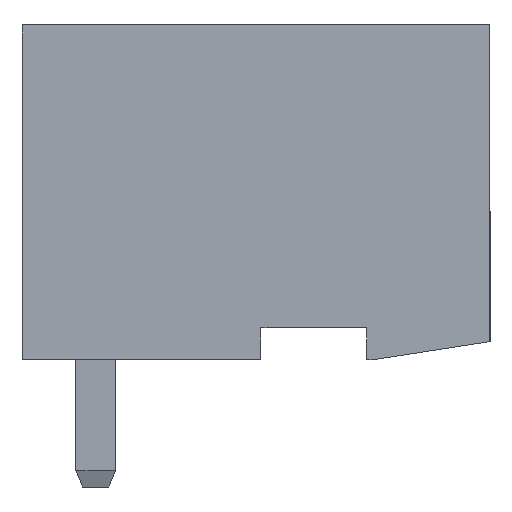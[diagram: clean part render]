
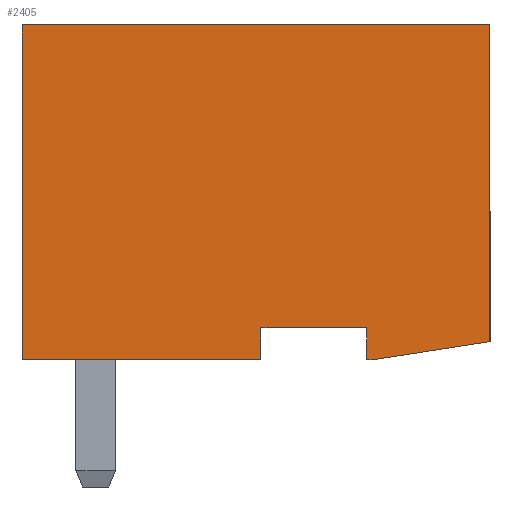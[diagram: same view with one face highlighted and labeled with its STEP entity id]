
A CAD part, left-side view. The second image highlights one B-rep face of the part: STEP entity #2405.
In plain terms, the highlighted planar face has unit normal (-1, 0, 0).
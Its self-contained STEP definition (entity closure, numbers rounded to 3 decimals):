
#2392=AXIS2_PLACEMENT_3D('Plane Axis2P3D',#2389,#2390,#2391) ;
#49=CARTESIAN_POINT('Vertex',(0.,5.75,4.)) ;
#52=CARTESIAN_POINT('Line Origine',(0.,5.75,3.6)) ;
#56=CARTESIAN_POINT('Vertex',(0.,5.75,3.2)) ;
#103=CARTESIAN_POINT('Vertex',(0.,3.1,4.)) ;
#106=CARTESIAN_POINT('Line Origine',(0.,4.425,4.)) ;
#502=CARTESIAN_POINT('Vertex',(0.,3.1,3.2)) ;
#505=CARTESIAN_POINT('Line Origine',(0.,3.1,3.6)) ;
#617=CARTESIAN_POINT('Vertex',(0.,2.9,3.2)) ;
#620=CARTESIAN_POINT('Line Origine',(0.,3.,3.2)) ;
#648=CARTESIAN_POINT('Vertex',(0.,0.,3.65)) ;
#651=CARTESIAN_POINT('Line Origine',(0.,1.45,3.425)) ;
#679=CARTESIAN_POINT('Vertex',(0.,0.,11.6)) ;
#682=CARTESIAN_POINT('Line Origine',(0.,0.,7.625)) ;
#1918=CARTESIAN_POINT('Vertex',(0.,11.75,11.6)) ;
#1921=CARTESIAN_POINT('Line Origine',(0.,5.875,11.6)) ;
#1949=CARTESIAN_POINT('Vertex',(0.,11.75,3.2)) ;
#1952=CARTESIAN_POINT('Line Origine',(0.,11.75,7.4)) ;
#1969=CARTESIAN_POINT('Line Origine',(0.,8.75,3.2)) ;
#2389=CARTESIAN_POINT('Axis2P3D Location',(0.,0.,0.)) ;
#53=DIRECTION('Vector Direction',(0.,0.,1.)) ;
#107=DIRECTION('Vector Direction',(0.,-1.,0.)) ;
#506=DIRECTION('Vector Direction',(0.,0.,-1.)) ;
#621=DIRECTION('Vector Direction',(0.,1.,0.)) ;
#652=DIRECTION('Vector Direction',(0.,-0.988,0.153)) ;
#683=DIRECTION('Vector Direction',(0.,0.,-1.)) ;
#1922=DIRECTION('Vector Direction',(0.,1.,0.)) ;
#1953=DIRECTION('Vector Direction',(0.,0.,1.)) ;
#1970=DIRECTION('Vector Direction',(0.,1.,0.)) ;
#2390=DIRECTION('Axis2P3D Direction',(-1.,0.,0.)) ;
#2391=DIRECTION('Axis2P3D XDirection',(0.,-1.,0.)) ;
#54=VECTOR('Line Direction',#53,1.) ;
#108=VECTOR('Line Direction',#107,1.) ;
#507=VECTOR('Line Direction',#506,1.) ;
#622=VECTOR('Line Direction',#621,1.) ;
#653=VECTOR('Line Direction',#652,1.) ;
#684=VECTOR('Line Direction',#683,1.) ;
#1923=VECTOR('Line Direction',#1922,1.) ;
#1954=VECTOR('Line Direction',#1953,1.) ;
#1971=VECTOR('Line Direction',#1970,1.) ;
#2395=ORIENTED_EDGE('',*,*,#58,.T.) ;
#2396=ORIENTED_EDGE('',*,*,#110,.T.) ;
#2397=ORIENTED_EDGE('',*,*,#509,.T.) ;
#2398=ORIENTED_EDGE('',*,*,#624,.T.) ;
#2399=ORIENTED_EDGE('',*,*,#655,.T.) ;
#2400=ORIENTED_EDGE('',*,*,#686,.T.) ;
#2401=ORIENTED_EDGE('',*,*,#1925,.T.) ;
#2402=ORIENTED_EDGE('',*,*,#1956,.T.) ;
#2403=ORIENTED_EDGE('',*,*,#1973,.T.) ;
#2405=ADVANCED_FACE('HOUSING',(#2404),#2393,.T.) ;
#58=EDGE_CURVE('',#57,#50,#55,.T.) ;
#110=EDGE_CURVE('',#50,#104,#109,.T.) ;
#509=EDGE_CURVE('',#104,#503,#508,.T.) ;
#624=EDGE_CURVE('',#503,#618,#623,.F.) ;
#655=EDGE_CURVE('',#618,#649,#654,.T.) ;
#686=EDGE_CURVE('',#649,#680,#685,.F.) ;
#1925=EDGE_CURVE('',#680,#1919,#1924,.T.) ;
#1956=EDGE_CURVE('',#1919,#1950,#1955,.F.) ;
#1973=EDGE_CURVE('',#1950,#57,#1972,.F.) ;
#2394=EDGE_LOOP('',(#2395,#2396,#2397,#2398,#2399,#2400,#2401,#2402,#2403)) ;
#2404=FACE_OUTER_BOUND('',#2394,.T.) ;
#55=LINE('Line',#52,#54) ;
#109=LINE('Line',#106,#108) ;
#508=LINE('Line',#505,#507) ;
#623=LINE('Line',#620,#622) ;
#654=LINE('Line',#651,#653) ;
#685=LINE('Line',#682,#684) ;
#1924=LINE('Line',#1921,#1923) ;
#1955=LINE('Line',#1952,#1954) ;
#1972=LINE('Line',#1969,#1971) ;
#2393=PLANE('',#2392) ;
#50=VERTEX_POINT('',#49) ;
#57=VERTEX_POINT('',#56) ;
#104=VERTEX_POINT('',#103) ;
#503=VERTEX_POINT('',#502) ;
#618=VERTEX_POINT('',#617) ;
#649=VERTEX_POINT('',#648) ;
#680=VERTEX_POINT('',#679) ;
#1919=VERTEX_POINT('',#1918) ;
#1950=VERTEX_POINT('',#1949) ;
